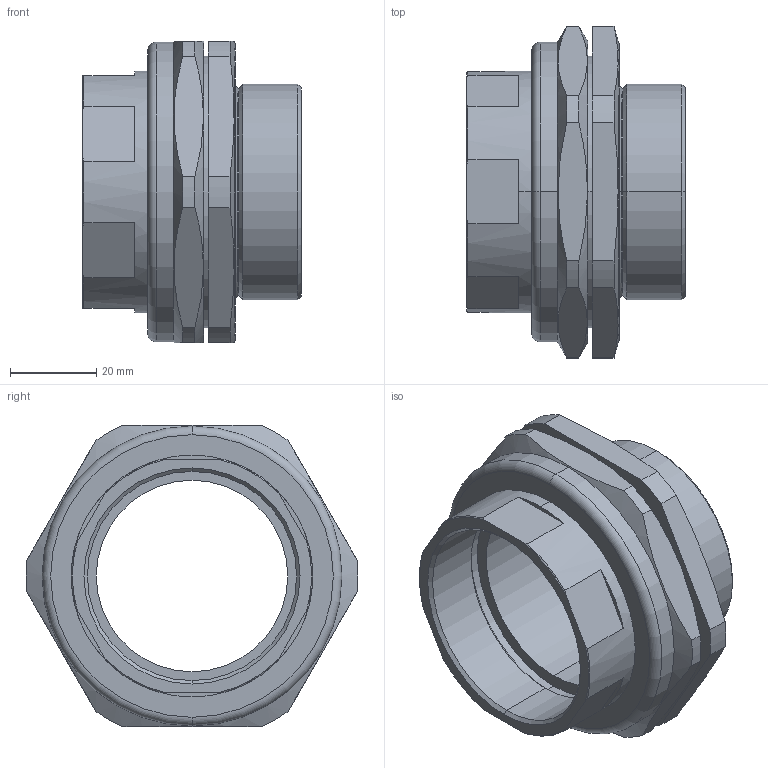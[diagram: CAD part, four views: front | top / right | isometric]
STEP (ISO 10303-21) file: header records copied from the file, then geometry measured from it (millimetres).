
FILE_DESCRIPTION (( 'STEP AP214' ), '1' );
FILE_NAME ('780DM6M6.STEP', '2024-02-09T09:03:34', ( '' ), ( '' ), 'SwSTEP 2.0', 'SolidWorks 2023', '' );
FILE_SCHEMA (( 'AUTOMOTIVE_DESIGN' ));
Length unit declared in the file: millimetre
Products named in the file (1): 780DM6M6
Bounding box: 50.63 x 76.96 x 70 mm (x, y, z)
Volume: 63153.7 mm3; surface area: 24011.6 mm2
Topology: 1 solids, 5 shells, 109 faces, 260 edges, 162 vertices
Faces by surface type: cone 42, plane 35, cylinder 30, torus 2
Entity records: 3343 total; most frequent: CARTESIAN_POINT 760, DIRECTION 558, ORIENTED_EDGE 520, EDGE_CURVE 260, AXIS2_PLACEMENT_3D 228, VERTEX_POINT 162, EDGE_LOOP 120, CIRCLE 118
